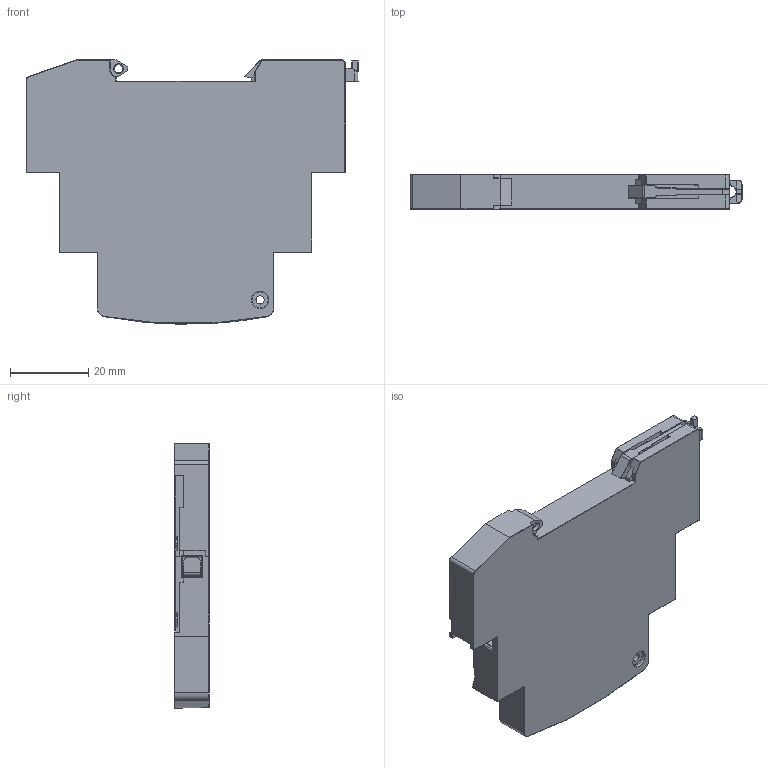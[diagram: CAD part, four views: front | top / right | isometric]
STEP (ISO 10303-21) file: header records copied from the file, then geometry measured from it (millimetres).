
FILE_DESCRIPTION(/* description */ (''),/* implementation_level */ '2;1');
FILE_NAME(/* name */ '1707980001.stp',/* time_stamp */ '2024-01-25T16:34:39+08:00',/* author */ (''),/* organization */ (''),/* preprocessor_version */ 'ST-DEVELOPER v14',/* originating_system */ 'SIEMENS PLM Software NX 8.0',/* authorisation */ '');
FILE_SCHEMA (('CONFIG_CONTROL_DESIGN'));
Length unit declared in the file: millimetre
Products named in the file (12): 1707980005; FZ2881; FZ2885; FZ2884_AF0; 1707052057; T1734; 1707980002_AF2; 1707980003_AF2; 1707980006; 1707980004; 1707980007_ASM; 1707980001_stp
Assembly tree (14 placements, depth 3):
  1707980001_stp
    1707980004
    1707980006
    1707980007_ASM
      T1734  x2
      1707052057  x2
      FZ2884_AF0
      FZ2885
      FZ2881
      1707980005  x2
    1707980003_AF2
    1707980002_AF2
Bounding box: 84.75 x 8.8 x 67.49 mm (x, y, z)
Volume: 15784.1 mm3; surface area: 31846.9 mm2
Topology: 13 solids, 13 shells, 2173 faces, 5886 edges, 3783 vertices
Faces by surface type: plane 1458, cylinder 545, cone 74, torus 62, sphere 24, bspline 10
Entity records: 62852 total; most frequent: CARTESIAN_POINT 11634, ORIENTED_EDGE 10542, DIRECTION 10308, EDGE_CURVE 5271, LINE 3852, VECTOR 3852, VERTEX_POINT 3396, AXIS2_PLACEMENT_3D 3228
